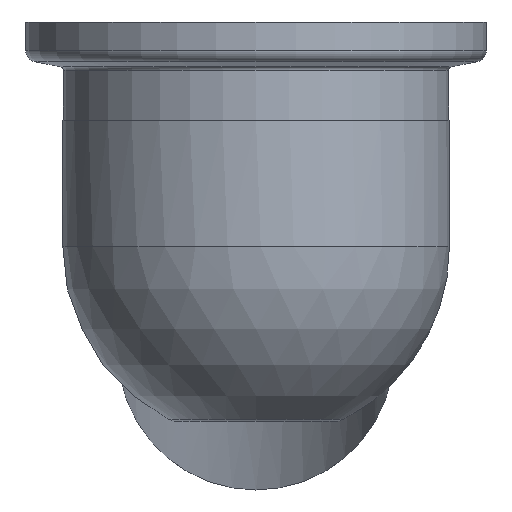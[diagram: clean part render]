
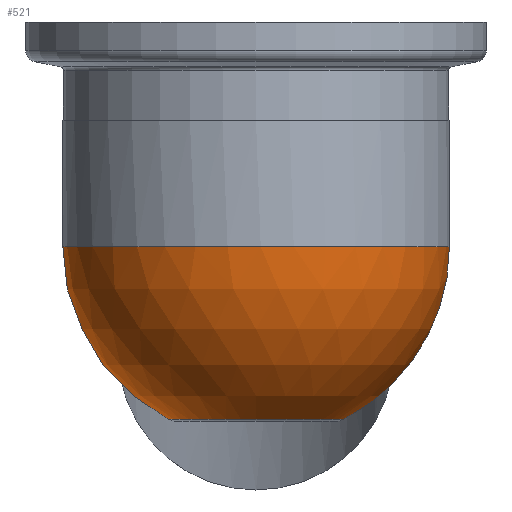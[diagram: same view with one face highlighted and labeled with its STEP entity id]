
A CAD part, left-side view. The second image highlights one B-rep face of the part: STEP entity #521.
In plain terms, the highlighted spherical face has radius 512 mm.
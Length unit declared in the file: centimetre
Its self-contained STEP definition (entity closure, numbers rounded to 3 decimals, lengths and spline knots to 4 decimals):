
#20=SPHERICAL_SURFACE('',#584,51.2);
#23=B_SPLINE_CURVE_WITH_KNOTS('',3,(#933,#934,#935,#936,#937,#938,#939,
#940,#941,#942,#943,#944,#945,#946,#947,#948,#949,#950,#951,#952,#953,#954,
#955,#956,#957,#958,#959,#960,#961,#962,#963,#964,#965,#966,#967,#968,#969,
#970,#971,#972),.UNSPECIFIED.,.F.,.F.,(4,2,2,2,2,2,2,2,2,2,2,2,2,2,2,2,
2,2,2,4),(111.2642,114.7009,118.1375,121.5742,
125.0108,128.4475,131.8841,135.3208,138.7574,
142.29,145.8226,149.3552,152.8878,156.4204,
159.953,163.4856,167.0182,170.5241,174.0301,
176.3261),.UNSPECIFIED.);
#28=B_SPLINE_CURVE_WITH_KNOTS('',3,(#1090,#1091,#1092,#1093,#1094,#1095,
#1096,#1097,#1098,#1099,#1100,#1101,#1102,#1103,#1104,#1105,#1106,#1107,
#1108,#1109,#1110,#1111,#1112,#1113,#1114,#1115,#1116,#1117,#1118,#1119,
#1120,#1121,#1122,#1123,#1124,#1125,#1126,#1127,#1128,#1129),
 .UNSPECIFIED.,.F.,.F.,(4,2,2,2,2,2,2,2,2,2,2,2,2,2,2,2,2,2,2,4),(46.2023,
48.4984,52.0043,55.5102,59.0428,62.5754,
66.108,69.6406,73.1732,76.7058,80.2384,
83.771,87.2077,90.6443,94.081,97.5176,
100.9543,104.3909,107.8276,111.2642),
 .UNSPECIFIED.);
#74=FACE_OUTER_BOUND('',#107,.T.);
#107=EDGE_LOOP('',(#415,#416,#417,#418,#419,#420,#421,#422));
#181=CIRCLE('',#585,51.2);
#182=CIRCLE('',#586,51.2);
#183=CIRCLE('',#587,23.2144);
#184=CIRCLE('',#588,23.2144);
#185=CIRCLE('',#589,51.2);
#232=VERTEX_POINT('',#900);
#234=VERTEX_POINT('',#932);
#238=VERTEX_POINT('',#1089);
#239=VERTEX_POINT('',#1161);
#240=VERTEX_POINT('',#1163);
#241=VERTEX_POINT('',#1165);
#295=EDGE_CURVE('',#234,#232,#23,.T.);
#301=EDGE_CURVE('',#238,#234,#28,.T.);
#303=EDGE_CURVE('',#239,#232,#181,.T.);
#304=EDGE_CURVE('',#239,#240,#182,.T.);
#305=EDGE_CURVE('',#240,#241,#183,.T.);
#306=EDGE_CURVE('',#241,#240,#184,.T.);
#307=EDGE_CURVE('',#238,#239,#185,.T.);
#415=ORIENTED_EDGE('',*,*,#301,.T.);
#416=ORIENTED_EDGE('',*,*,#295,.T.);
#417=ORIENTED_EDGE('',*,*,#303,.F.);
#418=ORIENTED_EDGE('',*,*,#304,.T.);
#419=ORIENTED_EDGE('',*,*,#305,.T.);
#420=ORIENTED_EDGE('',*,*,#306,.T.);
#421=ORIENTED_EDGE('',*,*,#304,.F.);
#422=ORIENTED_EDGE('',*,*,#307,.F.);
#521=ADVANCED_FACE('',(#74),#20,.T.);
#584=AXIS2_PLACEMENT_3D('',#1160,#725,#726);
#585=AXIS2_PLACEMENT_3D('',#1162,#727,#728);
#586=AXIS2_PLACEMENT_3D('',#1164,#729,#730);
#587=AXIS2_PLACEMENT_3D('',#1166,#731,#732);
#588=AXIS2_PLACEMENT_3D('',#1167,#733,#734);
#589=AXIS2_PLACEMENT_3D('',#1168,#735,#736);
#725=DIRECTION('center_axis',(0.,0.,1.));
#726=DIRECTION('ref_axis',(0.,1.,0.));
#727=DIRECTION('center_axis',(0.,0.,1.));
#728=DIRECTION('ref_axis',(1.,0.,0.));
#729=DIRECTION('center_axis',(1.,0.,0.));
#730=DIRECTION('ref_axis',(0.,-1.,0.));
#731=DIRECTION('center_axis',(0.,0.,1.));
#732=DIRECTION('ref_axis',(1.,0.,0.));
#733=DIRECTION('center_axis',(0.,0.,1.));
#734=DIRECTION('ref_axis',(1.,0.,0.));
#735=DIRECTION('center_axis',(0.,0.,1.));
#736=DIRECTION('ref_axis',(1.,0.,0.));
#900=CARTESIAN_POINT('',(37.0975,-35.2876,7.4035));
#932=CARTESIAN_POINT('',(24.0359,0.,-37.804));
#933=CARTESIAN_POINT('Ctrl Pts',(24.0359,0.,
-37.804));
#934=CARTESIAN_POINT('Ctrl Pts',(24.0359,-1.1456,-37.804));
#935=CARTESIAN_POINT('Ctrl Pts',(24.0539,-2.3099,-37.7507));
#936=CARTESIAN_POINT('Ctrl Pts',(24.1284,-4.6533,-37.5298));
#937=CARTESIAN_POINT('Ctrl Pts',(24.1848,-5.8322,-37.3621));
#938=CARTESIAN_POINT('Ctrl Pts',(24.3366,-8.1822,-36.9097));
#939=CARTESIAN_POINT('Ctrl Pts',(24.4319,-9.3533,-36.625));
#940=CARTESIAN_POINT('Ctrl Pts',(24.6597,-11.6664,-35.9405));
#941=CARTESIAN_POINT('Ctrl Pts',(24.7923,-12.8084,-35.5407));
#942=CARTESIAN_POINT('Ctrl Pts',(25.0914,-15.0432,-34.6327));
#943=CARTESIAN_POINT('Ctrl Pts',(25.2581,-16.1371,-34.1241));
#944=CARTESIAN_POINT('Ctrl Pts',(25.6211,-18.2596,-33.0076));
#945=CARTESIAN_POINT('Ctrl Pts',(25.8174,-19.2883,-32.3999));
#946=CARTESIAN_POINT('Ctrl Pts',(26.2339,-21.2645,-31.0996));
#947=CARTESIAN_POINT('Ctrl Pts',(26.454,-22.2121,-30.407));
#948=CARTESIAN_POINT('Ctrl Pts',(26.9115,-24.0135,-28.9552));
#949=CARTESIAN_POINT('Ctrl Pts',(27.1488,-24.8672,-28.196));
#950=CARTESIAN_POINT('Ctrl Pts',(27.6397,-26.4931,-26.6111));
#951=CARTESIAN_POINT('Ctrl Pts',(27.9023,-27.2914,-25.756));
#952=CARTESIAN_POINT('Ctrl Pts',(28.4506,-28.8143,-23.9527));
#953=CARTESIAN_POINT('Ctrl Pts',(28.7362,-29.539,-23.0044));
#954=CARTESIAN_POINT('Ctrl Pts',(29.3255,-30.8969,-21.0283));
#955=CARTESIAN_POINT('Ctrl Pts',(29.629,-31.5302,-20.0002));
#956=CARTESIAN_POINT('Ctrl Pts',(30.2485,-32.6918,-17.8803));
#957=CARTESIAN_POINT('Ctrl Pts',(30.5645,-33.2201,-16.7884));
#958=CARTESIAN_POINT('Ctrl Pts',(31.2029,-34.1619,-14.5589));
#959=CARTESIAN_POINT('Ctrl Pts',(31.5257,-34.5759,-13.4205));
#960=CARTESIAN_POINT('Ctrl Pts',(32.1726,-35.2839,-11.1159));
#961=CARTESIAN_POINT('Ctrl Pts',(32.4968,-35.578,-9.9497));
#962=CARTESIAN_POINT('Ctrl Pts',(33.1407,-36.0448,-7.6109));
#963=CARTESIAN_POINT('Ctrl Pts',(33.4605,-36.2176,-6.4382));
#964=CARTESIAN_POINT('Ctrl Pts',(34.0901,-36.4452,-4.1082));
#965=CARTESIAN_POINT('Ctrl Pts',(34.4,-36.5,-2.951));
#966=CARTESIAN_POINT('Ctrl Pts',(35.0023,-36.5,-0.6834));
#967=CARTESIAN_POINT('Ctrl Pts',(35.3051,-36.446,0.4665));
#968=CARTESIAN_POINT('Ctrl Pts',(35.9106,-36.2212,2.7844));
#969=CARTESIAN_POINT('Ctrl Pts',(36.2133,-36.0504,3.9524));
#970=CARTESIAN_POINT('Ctrl Pts',(36.7093,-35.6679,5.8819));
#971=CARTESIAN_POINT('Ctrl Pts',(36.9044,-35.4907,6.6446));
#972=CARTESIAN_POINT('Ctrl Pts',(37.0975,-35.2876,7.4035));
#1089=CARTESIAN_POINT('',(37.0975,35.2876,7.4035));
#1090=CARTESIAN_POINT('Ctrl Pts',(37.0975,35.2876,7.4035));
#1091=CARTESIAN_POINT('Ctrl Pts',(36.9044,35.4907,6.6446));
#1092=CARTESIAN_POINT('Ctrl Pts',(36.7093,35.6679,5.8819));
#1093=CARTESIAN_POINT('Ctrl Pts',(36.2133,36.0504,3.9524));
#1094=CARTESIAN_POINT('Ctrl Pts',(35.9106,36.2212,2.7844));
#1095=CARTESIAN_POINT('Ctrl Pts',(35.3051,36.446,0.4665));
#1096=CARTESIAN_POINT('Ctrl Pts',(35.0023,36.5,-0.6834));
#1097=CARTESIAN_POINT('Ctrl Pts',(34.4,36.5,-2.951));
#1098=CARTESIAN_POINT('Ctrl Pts',(34.0901,36.4452,-4.1082));
#1099=CARTESIAN_POINT('Ctrl Pts',(33.4605,36.2176,-6.4382));
#1100=CARTESIAN_POINT('Ctrl Pts',(33.1407,36.0448,-7.6109));
#1101=CARTESIAN_POINT('Ctrl Pts',(32.4968,35.578,-9.9497));
#1102=CARTESIAN_POINT('Ctrl Pts',(32.1726,35.2839,-11.1159));
#1103=CARTESIAN_POINT('Ctrl Pts',(31.5257,34.5759,-13.4205));
#1104=CARTESIAN_POINT('Ctrl Pts',(31.2029,34.1619,-14.5589));
#1105=CARTESIAN_POINT('Ctrl Pts',(30.5645,33.2201,-16.7884));
#1106=CARTESIAN_POINT('Ctrl Pts',(30.2485,32.6918,-17.8803));
#1107=CARTESIAN_POINT('Ctrl Pts',(29.629,31.5302,-20.0002));
#1108=CARTESIAN_POINT('Ctrl Pts',(29.3255,30.8969,-21.0283));
#1109=CARTESIAN_POINT('Ctrl Pts',(28.7362,29.539,-23.0044));
#1110=CARTESIAN_POINT('Ctrl Pts',(28.4506,28.8143,-23.9527));
#1111=CARTESIAN_POINT('Ctrl Pts',(27.9023,27.2914,-25.756));
#1112=CARTESIAN_POINT('Ctrl Pts',(27.6397,26.4931,-26.6111));
#1113=CARTESIAN_POINT('Ctrl Pts',(27.1488,24.8672,-28.196));
#1114=CARTESIAN_POINT('Ctrl Pts',(26.9115,24.0135,-28.9552));
#1115=CARTESIAN_POINT('Ctrl Pts',(26.454,22.2121,-30.407));
#1116=CARTESIAN_POINT('Ctrl Pts',(26.2339,21.2645,-31.0996));
#1117=CARTESIAN_POINT('Ctrl Pts',(25.8174,19.2883,-32.3999));
#1118=CARTESIAN_POINT('Ctrl Pts',(25.6211,18.2596,-33.0076));
#1119=CARTESIAN_POINT('Ctrl Pts',(25.2581,16.1371,-34.1241));
#1120=CARTESIAN_POINT('Ctrl Pts',(25.0914,15.0432,-34.6327));
#1121=CARTESIAN_POINT('Ctrl Pts',(24.7923,12.8084,-35.5407));
#1122=CARTESIAN_POINT('Ctrl Pts',(24.6597,11.6664,-35.9405));
#1123=CARTESIAN_POINT('Ctrl Pts',(24.4319,9.3533,-36.625));
#1124=CARTESIAN_POINT('Ctrl Pts',(24.3366,8.1822,-36.9097));
#1125=CARTESIAN_POINT('Ctrl Pts',(24.1848,5.8322,-37.3621));
#1126=CARTESIAN_POINT('Ctrl Pts',(24.1284,4.6533,-37.5298));
#1127=CARTESIAN_POINT('Ctrl Pts',(24.0539,2.3099,-37.7507));
#1128=CARTESIAN_POINT('Ctrl Pts',(24.0359,1.1456,-37.804));
#1129=CARTESIAN_POINT('Ctrl Pts',(24.0359,0.,
-37.804));
#1160=CARTESIAN_POINT('Origin',(0.,0.,
7.4035));
#1161=CARTESIAN_POINT('',(0.,-51.2,7.4035));
#1162=CARTESIAN_POINT('Origin',(0.,0.,
7.4035));
#1163=CARTESIAN_POINT('',(0.,-23.2144,-38.2313));
#1164=CARTESIAN_POINT('Origin',(0.,0.,
7.4035));
#1165=CARTESIAN_POINT('',(0.,23.2144,-38.2313));
#1166=CARTESIAN_POINT('Origin',(0.,0.,
-38.2313));
#1167=CARTESIAN_POINT('Origin',(0.,0.,
-38.2313));
#1168=CARTESIAN_POINT('Origin',(0.,0.,
7.4035));
